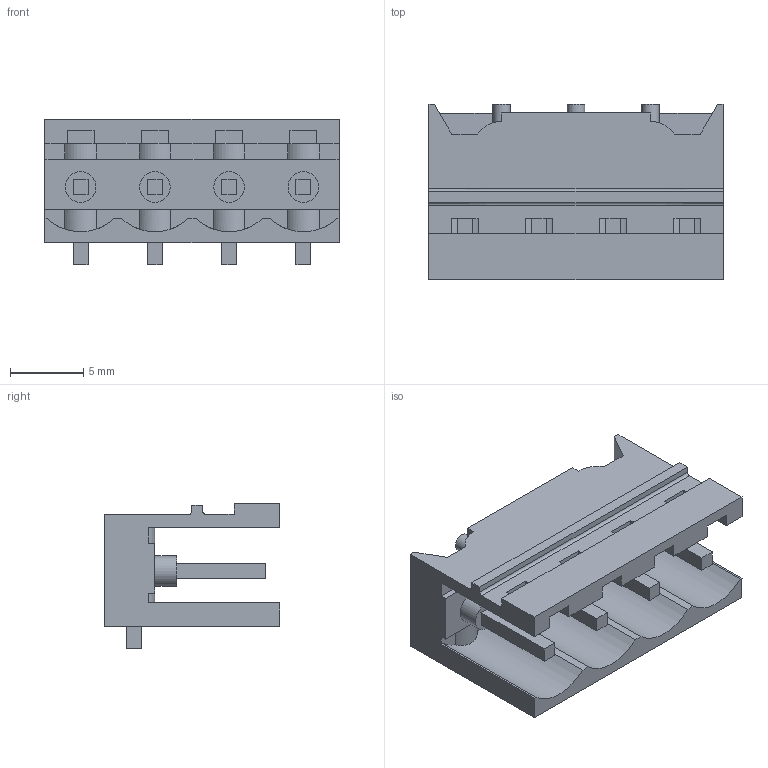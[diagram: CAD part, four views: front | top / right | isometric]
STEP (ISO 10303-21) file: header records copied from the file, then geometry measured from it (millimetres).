
FILE_DESCRIPTION(('CATIA V5 STEP Exchange','CAx-IF Rec.Pracs.--- Model Styling and Organization---1.2---2011-12-15'),'2;1');
FILE_NAME ('D1455833_0', '2018-03-08T13:16:13+00:00', ('none'), ('Weidmueller'), 'CATIA Version 5-6 Release 2014', 'CATIA V5 STEP AP214', 'none');
FILE_SCHEMA(('AUTOMOTIVE_DESIGN { 1 0 10303 214 1 1 1 1 }'));
Length unit declared in the file: millimetre
Products named in the file (1): 1774782001
Bounding box: 20.12 x 12 x 9.93 mm (x, y, z)
Volume: 718.3 mm3; surface area: 1732.1 mm2
Topology: 5 solids, 5 shells, 240 faces, 741 edges, 508 vertices
Faces by surface type: plane 200, cylinder 35, extrusion 5
Entity records: 7883 total; most frequent: CARTESIAN_POINT 1599, ORIENTED_EDGE 1482, DIRECTION 1004, EDGE_CURVE 741, VECTOR 594, LINE 589, VERTEX_POINT 508, AXIS2_PLACEMENT_3D 262
